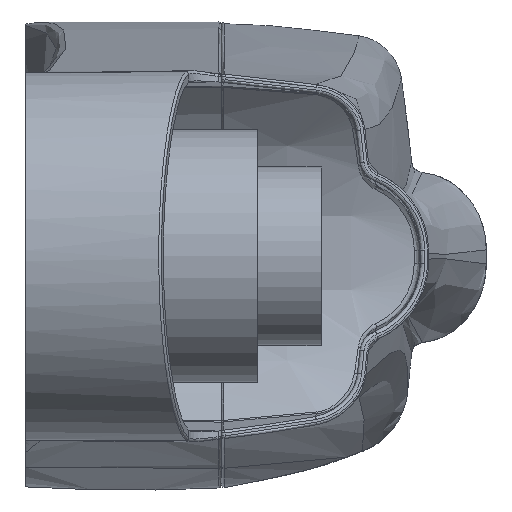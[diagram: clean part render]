
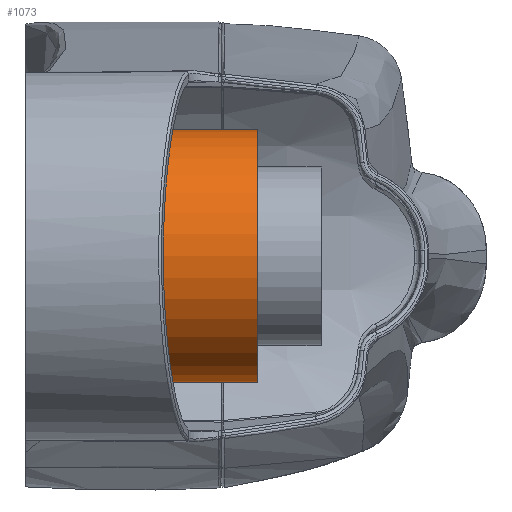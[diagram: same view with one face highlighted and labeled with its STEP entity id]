
A CAD part, top view. The second image highlights one B-rep face of the part: STEP entity #1073.
In plain terms, the highlighted cylindrical face has radius 22.6 mm (diameter 45.2 mm), a full revolution.
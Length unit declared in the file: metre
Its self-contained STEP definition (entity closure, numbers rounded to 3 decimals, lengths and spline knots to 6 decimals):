
#1073 = ADVANCED_FACE( '', ( #2177, #2178 ), #2179, .T. );
#2177 = FACE_OUTER_BOUND( '', #9168, .T. );
#2178 = FACE_OUTER_BOUND( '', #9169, .T. );
#2179 = CYLINDRICAL_SURFACE( '', #9170, 0.0226 );
#9168 = EDGE_LOOP( '', ( #11992 ) );
#9169 = EDGE_LOOP( '', ( #11993 ) );
#9170 = AXIS2_PLACEMENT_3D( '', #11994, #11995, #11996 );
#11992 = ORIENTED_EDGE( '', *, *, #12180, .F. );
#11993 = ORIENTED_EDGE( '', *, *, #12999, .T. );
#11994 = CARTESIAN_POINT( '', ( 0.042201, 0.038777, 0.302201 ) );
#11995 = DIRECTION( '', ( 1., 0., 0. ) );
#11996 = DIRECTION( '', ( 0., 0., 1. ) );
#12180 = EDGE_CURVE( '', #13516, #13516, #13517, .T. );
#12999 = EDGE_CURVE( '', #14715, #14715, #14716, .T. );
#13516 = VERTEX_POINT( '', #16062 );
#13517 = CIRCLE( '', #16063, 0.0226 );
#14715 = VERTEX_POINT( '', #21712 );
#14716 = CIRCLE( '', #21713, 0.0226 );
#16062 = CARTESIAN_POINT( '', ( 0.021201, 0.016177, 0.302165 ) );
#16063 = AXIS2_PLACEMENT_3D( '', #22746, #22747, #22748 );
#21712 = CARTESIAN_POINT( '', ( 0.042201, 0.016177, 0.302165 ) );
#21713 = AXIS2_PLACEMENT_3D( '', #23082, #23083, #23084 );
#22746 = CARTESIAN_POINT( '', ( 0.021201, 0.038777, 0.302201 ) );
#22747 = DIRECTION( '', ( -1., 0., 0. ) );
#22748 = DIRECTION( '', ( 0., 0., 1. ) );
#23082 = CARTESIAN_POINT( '', ( 0.042201, 0.038777, 0.302201 ) );
#23083 = DIRECTION( '', ( -1., 0., 0. ) );
#23084 = DIRECTION( '', ( 0., 0., 1. ) );
